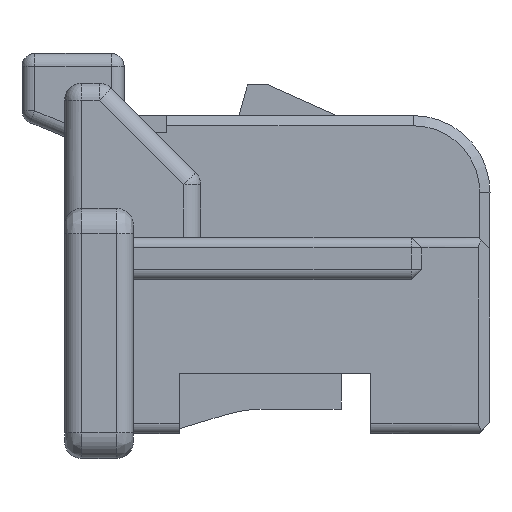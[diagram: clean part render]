
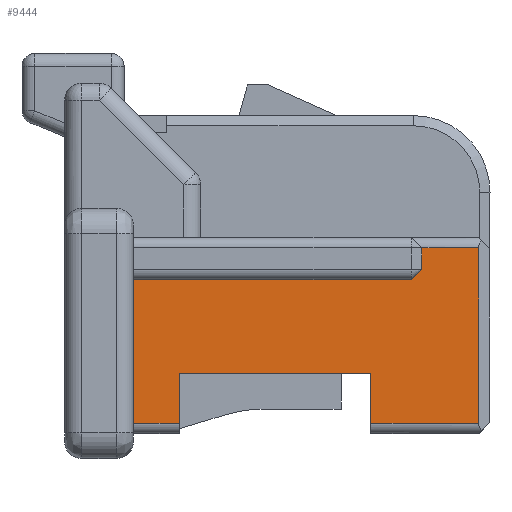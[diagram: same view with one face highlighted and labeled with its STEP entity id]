
A CAD part, left-side view. The second image highlights one B-rep face of the part: STEP entity #9444.
In plain terms, the highlighted planar face has unit normal (-1, 0, 0).
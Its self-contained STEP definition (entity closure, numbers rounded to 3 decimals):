
#17=DIRECTION('',(0.,0.,1.));
#18=VECTOR('',#17,1.685);
#19=CARTESIAN_POINT('',(-4.7,2.765,-1.055));
#20=LINE('',#19,#18);
#2214=CARTESIAN_POINT('',(-4.7,-1.29,-1.055));
#2220=DIRECTION('',(0.,0.,1.));
#2221=VECTOR('',#2220,2.06);
#2222=CARTESIAN_POINT('',(-4.7,-1.29,-1.055));
#2223=LINE('',#2222,#2221);
#2224=DIRECTION('',(0.,1.,0.));
#2225=VECTOR('',#2224,0.665);
#2226=CARTESIAN_POINT('',(-4.7,-1.29,1.005));
#2227=LINE('',#2226,#2225);
#2236=CARTESIAN_POINT('',(-4.7,-1.29,1.005));
#2238=DIRECTION('',(0.,-1.,0.));
#2239=VECTOR('',#2238,3.265);
#2240=CARTESIAN_POINT('',(-4.7,2.765,0.63));
#2241=LINE('',#2240,#2239);
#2242=DIRECTION('',(0.,0.,-1.));
#2243=VECTOR('',#2242,0.25);
#2244=CARTESIAN_POINT('',(-4.7,-0.625,1.005));
#2245=LINE('',#2244,#2243);
#2246=DIRECTION('',(0.,0.,1.));
#2247=VECTOR('',#2246,0.585);
#2248=CARTESIAN_POINT('',(-4.7,-0.025,-1.055));
#2249=LINE('',#2248,#2247);
#2250=DIRECTION('',(0.,1.,0.));
#2251=VECTOR('',#2250,2.25);
#2252=CARTESIAN_POINT('',(-4.7,-0.025,-0.47));
#2253=LINE('',#2252,#2251);
#2254=DIRECTION('',(0.,0.,1.));
#2255=VECTOR('',#2254,0.585);
#2256=CARTESIAN_POINT('',(-4.7,2.225,-1.055));
#2257=LINE('',#2256,#2255);
#2266=DIRECTION('',(0.,0.707,-0.707));
#2267=VECTOR('',#2266,0.177);
#2268=CARTESIAN_POINT('',(-4.7,-0.625,0.755));
#2269=LINE('',#2268,#2267);
#2540=DIRECTION('',(0.,-1.,0.));
#2541=VECTOR('',#2540,0.54);
#2542=CARTESIAN_POINT('',(-4.7,2.765,-1.055));
#2543=LINE('',#2542,#2541);
#3285=DIRECTION('',(0.,-1.,0.));
#3286=VECTOR('',#3285,1.265);
#3287=CARTESIAN_POINT('',(-4.7,-0.025,-1.055));
#3288=LINE('',#3287,#3286);
#4541=CARTESIAN_POINT('',(-4.7,-0.025,-0.47));
#4542=CARTESIAN_POINT('',(-4.7,2.225,-0.47));
#4543=VERTEX_POINT('',#4541);
#4544=VERTEX_POINT('',#4542);
#4638=CARTESIAN_POINT('',(-4.7,-0.025,-1.055));
#4640=VERTEX_POINT('',#4638);
#4641=CARTESIAN_POINT('',(-4.7,2.225,-1.055));
#4643=VERTEX_POINT('',#4641);
#4647=CARTESIAN_POINT('',(-4.7,2.765,-1.055));
#4648=VERTEX_POINT('',#4647);
#4665=CARTESIAN_POINT('',(-4.7,2.765,0.63));
#4667=VERTEX_POINT('',#4665);
#4746=CARTESIAN_POINT('',(-4.7,-0.625,1.005));
#4748=VERTEX_POINT('',#4746);
#4761=CARTESIAN_POINT('',(-4.7,-0.5,0.63));
#4762=VERTEX_POINT('',#4761);
#4763=CARTESIAN_POINT('',(-4.7,-0.625,0.755));
#4764=VERTEX_POINT('',#4763);
#4804=VERTEX_POINT('',#2236);
#4809=VERTEX_POINT('',#2214);
#9418=CARTESIAN_POINT('',(-4.7,0.,0.));
#9419=DIRECTION('',(-1.,0.,0.));
#9420=DIRECTION('',(0.,-1.,0.));
#9421=AXIS2_PLACEMENT_3D('',#9418,#9419,#9420);
#9422=PLANE('',#9421);
#9424=ORIENTED_EDGE('',*,*,#9423,.T.);
#9426=ORIENTED_EDGE('',*,*,#9425,.F.);
#9428=ORIENTED_EDGE('',*,*,#9427,.F.);
#9429=ORIENTED_EDGE('',*,*,#9408,.F.);
#9430=ORIENTED_EDGE('',*,*,#9398,.F.);
#9432=ORIENTED_EDGE('',*,*,#9431,.F.);
#9434=ORIENTED_EDGE('',*,*,#9433,.T.);
#9436=ORIENTED_EDGE('',*,*,#9435,.T.);
#9438=ORIENTED_EDGE('',*,*,#9437,.F.);
#9440=ORIENTED_EDGE('',*,*,#9439,.F.);
#9441=ORIENTED_EDGE('',*,*,#5938,.T.);
#9442=EDGE_LOOP('',(#9424,#9426,#9428,#9429,#9430,#9432,#9434,#9436,#9438,#9440,
#9441));
#9443=FACE_OUTER_BOUND('',#9442,.F.);
#9444=ADVANCED_FACE('',(#9443),#9422,.T.);
#5938=EDGE_CURVE('',#4648,#4667,#20,.T.);
#9398=EDGE_CURVE('',#4809,#4804,#2223,.T.);
#9408=EDGE_CURVE('',#4804,#4748,#2227,.T.);
#9423=EDGE_CURVE('',#4667,#4762,#2241,.T.);
#9425=EDGE_CURVE('',#4764,#4762,#2269,.T.);
#9427=EDGE_CURVE('',#4748,#4764,#2245,.T.);
#9431=EDGE_CURVE('',#4640,#4809,#3288,.T.);
#9433=EDGE_CURVE('',#4640,#4543,#2249,.T.);
#9435=EDGE_CURVE('',#4543,#4544,#2253,.T.);
#9437=EDGE_CURVE('',#4643,#4544,#2257,.T.);
#9439=EDGE_CURVE('',#4648,#4643,#2543,.T.);
